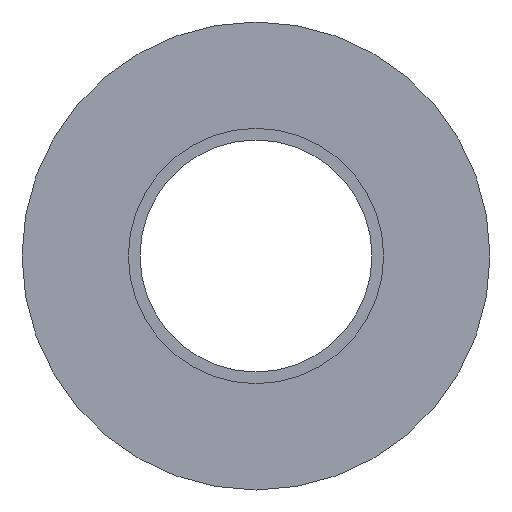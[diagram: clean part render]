
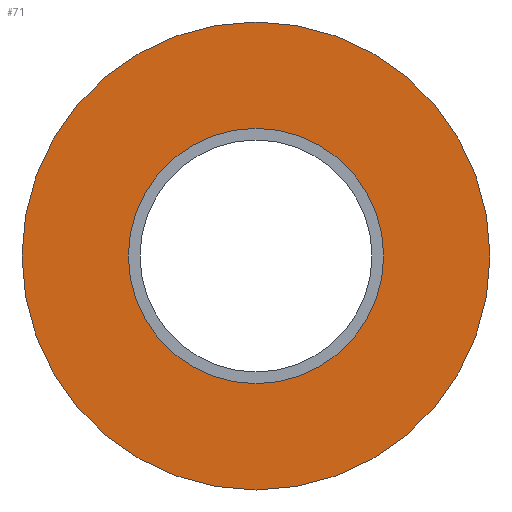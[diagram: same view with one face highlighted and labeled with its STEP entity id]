
A CAD part, left-side view. The second image highlights one B-rep face of the part: STEP entity #71.
In plain terms, the highlighted planar face has unit normal (-1, 0, 0).
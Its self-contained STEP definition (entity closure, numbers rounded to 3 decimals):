
#71=ADVANCED_FACE('',(#145,#146),#147,.T.);
#145=FACE_OUTER_BOUND('',#219,.T.);
#146=FACE_BOUND('',#220,.T.);
#147=PLANE('',#221);
#219=EDGE_LOOP('',(#349,#350));
#220=EDGE_LOOP('',(#351,#352));
#221=AXIS2_PLACEMENT_3D('',#353,#354,#355);
#349=ORIENTED_EDGE('',*,*,#416,.F.);
#350=ORIENTED_EDGE('',*,*,#413,.T.);
#351=ORIENTED_EDGE('',*,*,#441,.F.);
#352=ORIENTED_EDGE('',*,*,#447,.T.);
#353=CARTESIAN_POINT('',(-142.0,0.,0.0));
#354=DIRECTION('',(-1.0,0.,0.0));
#355=DIRECTION('',(0.,1.0,0.0));
#413=EDGE_CURVE('',#481,#479,#482,.T.);
#416=EDGE_CURVE('',#481,#479,#485,.T.);
#441=EDGE_CURVE('',#518,#519,#520,.T.);
#447=EDGE_CURVE('',#518,#519,#528,.T.);
#479=VERTEX_POINT('',#568);
#481=VERTEX_POINT('',#571);
#482=CIRCLE('',#572,74.25);
#485=CIRCLE('',#576,74.25);
#518=VERTEX_POINT('',#613);
#519=VERTEX_POINT('',#614);
#520=CIRCLE('',#615,40.5);
#528=CIRCLE('',#625,40.5);
#568=CARTESIAN_POINT('',(-142.0,74.25,0.));
#571=CARTESIAN_POINT('',(-142.0,-74.25,0.));
#572=AXIS2_PLACEMENT_3D('',#666,#667,#668);
#576=AXIS2_PLACEMENT_3D('',#670,#671,#672);
#613=CARTESIAN_POINT('',(-142.0,-40.5,0.));
#614=CARTESIAN_POINT('',(-142.0,40.5,0.));
#615=AXIS2_PLACEMENT_3D('',#710,#711,#712);
#625=AXIS2_PLACEMENT_3D('',#721,#722,#723);
#666=CARTESIAN_POINT('',(-142.,0.,0.0));
#667=DIRECTION('',(-1.0,0.,0.0));
#668=DIRECTION('',(0.,-1.0,0.0));
#670=CARTESIAN_POINT('',(-142.,0.,0.0));
#671=DIRECTION('',(1.0,0.,0.0));
#672=DIRECTION('',(0.,-1.0,0.0));
#710=CARTESIAN_POINT('',(-142.0,0.,0.0));
#711=DIRECTION('',(-1.0,0.,0.0));
#712=DIRECTION('',(0.,-1.0,0.0));
#721=CARTESIAN_POINT('',(-142.0,0.,0.0));
#722=DIRECTION('',(1.0,0.,0.0));
#723=DIRECTION('',(0.,-1.0,0.0));
